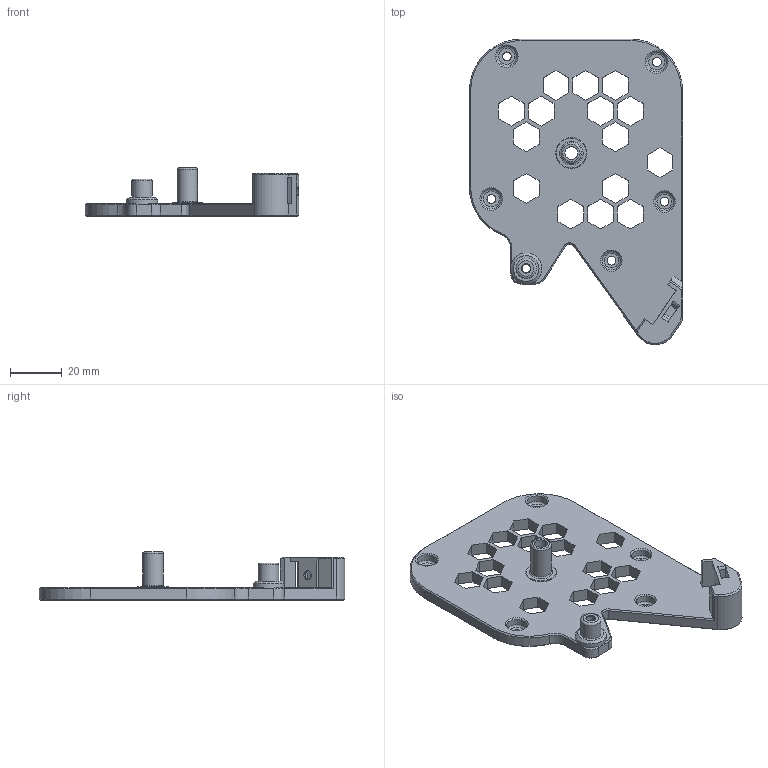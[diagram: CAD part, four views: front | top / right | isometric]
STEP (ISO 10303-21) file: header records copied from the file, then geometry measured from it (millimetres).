
FILE_DESCRIPTION(/* description */ (''),/* implementation_level */ '2;1');
FILE_NAME(/* name */ '4. Bearing Mount (250-264mm Belt).step',/* time_stamp */ '2020-06-19T04:10:55-03:00',/* author */ (''),/* organization */ (''),/* preprocessor_version */ 'ST-DEVELOPER v18.1',/* originating_system */ 'Autodesk Translation Framework v9.3.0.1241',/* authorisation */ '');
FILE_SCHEMA (('AUTOMOTIVE_DESIGN { 1 0 10303 214 3 1 1 }'));
Length unit declared in the file: millimetre
Products named in the file (1): 4. Bearing Mount (250-264mm Belt)
Bounding box: 82.5 x 118.23 x 18.6 mm (x, y, z)
Volume: 31726.7 mm3; surface area: 19254.9 mm2
Topology: 1 solids, 1 shells, 244 faces, 646 edges, 410 vertices
Faces by surface type: plane 174, cylinder 30, cone 28, torus 10, bspline 2
Full cylindrical faces by diameter (mm): 3.2 x1, 3.4 x6, 3.5 x1, 4.95 x1, 7.2 x1, 7.4 x1, 7.8 x3, 7.9 x2, 12 x1
Entity records: 7622 total; most frequent: CARTESIAN_POINT 1371, ORIENTED_EDGE 1292, DIRECTION 1245, EDGE_CURVE 646, LINE 521, VECTOR 521, VERTEX_POINT 410, AXIS2_PLACEMENT_3D 362
